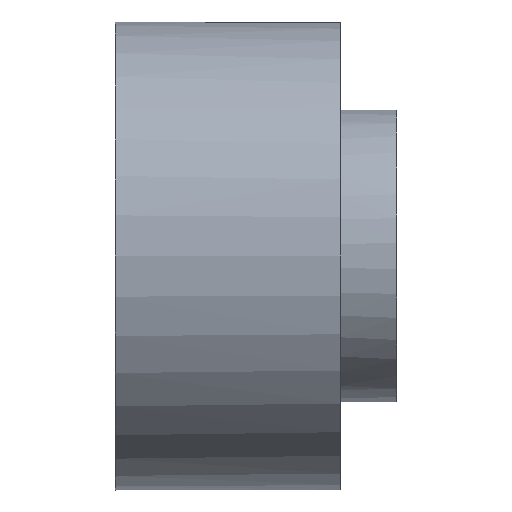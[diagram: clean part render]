
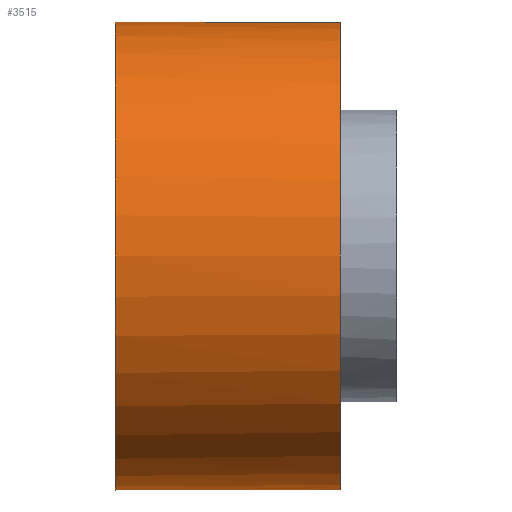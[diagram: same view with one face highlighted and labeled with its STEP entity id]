
A CAD part, left-side view. The second image highlights one B-rep face of the part: STEP entity #3515.
In plain terms, the highlighted cylindrical face has radius 10.4 mm (diameter 20.8 mm), a full revolution.
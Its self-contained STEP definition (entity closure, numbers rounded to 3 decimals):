
#239=FACE_OUTER_BOUND('',#426,.T.);
#426=EDGE_LOOP('',(#3100,#3101,#3102,#3103,#3104,#3105,#3106,#3107,#3108,
#3109,#3110,#3111));
#480=CIRCLE('',#3741,10.4);
#481=CIRCLE('',#3746,10.4);
#482=CIRCLE('',#3751,10.4);
#483=CIRCLE('',#3752,10.4);
#484=CIRCLE('',#3753,10.4);
#485=CIRCLE('',#3754,10.4);
#968=LINE('',#15032,#1144);
#973=LINE('',#15042,#1149);
#978=LINE('',#15055,#1154);
#983=LINE('',#15065,#1159);
#985=LINE('',#15072,#1161);
#1144=VECTOR('',#4340,10.);
#1149=VECTOR('',#4349,10.);
#1154=VECTOR('',#4360,10.);
#1159=VECTOR('',#4369,10.);
#1161=VECTOR('',#4377,10.4);
#1507=VERTEX_POINT('',#15022);
#1508=VERTEX_POINT('',#15023);
#1511=VERTEX_POINT('',#15031);
#1514=VERTEX_POINT('',#15041);
#1515=VERTEX_POINT('',#15045);
#1516=VERTEX_POINT('',#15046);
#1519=VERTEX_POINT('',#15054);
#1522=VERTEX_POINT('',#15064);
#1523=VERTEX_POINT('',#15069);
#1524=VERTEX_POINT('',#15071);
#2040=EDGE_CURVE('',#1507,#1508,#480,.T.);
#2044=EDGE_CURVE('',#1508,#1511,#968,.T.);
#2049=EDGE_CURVE('',#1514,#1507,#973,.T.);
#2051=EDGE_CURVE('',#1515,#1516,#481,.T.);
#2055=EDGE_CURVE('',#1516,#1519,#978,.T.);
#2060=EDGE_CURVE('',#1522,#1515,#983,.T.);
#2062=EDGE_CURVE('',#1522,#1511,#482,.T.);
#2063=EDGE_CURVE('',#1523,#1519,#483,.T.);
#2064=EDGE_CURVE('',#1523,#1524,#985,.T.);
#2065=EDGE_CURVE('',#1524,#1524,#484,.T.);
#2066=EDGE_CURVE('',#1514,#1523,#485,.T.);
#3100=ORIENTED_EDGE('',*,*,#2049,.T.);
#3101=ORIENTED_EDGE('',*,*,#2040,.T.);
#3102=ORIENTED_EDGE('',*,*,#2044,.T.);
#3103=ORIENTED_EDGE('',*,*,#2062,.F.);
#3104=ORIENTED_EDGE('',*,*,#2060,.T.);
#3105=ORIENTED_EDGE('',*,*,#2051,.T.);
#3106=ORIENTED_EDGE('',*,*,#2055,.T.);
#3107=ORIENTED_EDGE('',*,*,#2063,.F.);
#3108=ORIENTED_EDGE('',*,*,#2064,.T.);
#3109=ORIENTED_EDGE('',*,*,#2065,.T.);
#3110=ORIENTED_EDGE('',*,*,#2064,.F.);
#3111=ORIENTED_EDGE('',*,*,#2066,.F.);
#3334=CYLINDRICAL_SURFACE('',#3750,10.4);
#3515=ADVANCED_FACE('',(#239),#3334,.T.);
#3741=AXIS2_PLACEMENT_3D('',#15024,#4333,#4334);
#3746=AXIS2_PLACEMENT_3D('',#15047,#4353,#4354);
#3750=AXIS2_PLACEMENT_3D('',#15067,#4371,#4372);
#3751=AXIS2_PLACEMENT_3D('',#15068,#4373,#4374);
#3752=AXIS2_PLACEMENT_3D('',#15070,#4375,#4376);
#3753=AXIS2_PLACEMENT_3D('',#15073,#4378,#4379);
#3754=AXIS2_PLACEMENT_3D('',#15074,#4380,#4381);
#4333=DIRECTION('center_axis',(0.,1.,0.));
#4334=DIRECTION('ref_axis',(1.,0.,0.));
#4340=DIRECTION('',(0.,-1.,0.));
#4349=DIRECTION('',(0.,1.,0.));
#4353=DIRECTION('center_axis',(0.,1.,0.));
#4354=DIRECTION('ref_axis',(1.,0.,0.));
#4360=DIRECTION('',(0.,-1.,0.));
#4369=DIRECTION('',(0.,1.,0.));
#4371=DIRECTION('center_axis',(0.,-1.,0.));
#4372=DIRECTION('ref_axis',(1.,0.,0.));
#4373=DIRECTION('center_axis',(0.,-1.,0.));
#4374=DIRECTION('ref_axis',(1.,0.,0.));
#4375=DIRECTION('center_axis',(0.,-1.,0.));
#4376=DIRECTION('ref_axis',(1.,0.,0.));
#4377=DIRECTION('',(0.,1.,0.));
#4378=DIRECTION('center_axis',(0.,-1.,0.));
#4379=DIRECTION('ref_axis',(1.,0.,0.));
#4380=DIRECTION('center_axis',(0.,-1.,0.));
#4381=DIRECTION('ref_axis',(1.,0.,0.));
#15022=CARTESIAN_POINT('',(-0.75,24.,10.373));
#15023=CARTESIAN_POINT('',(0.75,24.,10.373));
#15024=CARTESIAN_POINT('Origin',(0.,24.,0.));
#15031=CARTESIAN_POINT('',(0.75,18.,10.373));
#15032=CARTESIAN_POINT('',(0.75,28.,10.373));
#15041=CARTESIAN_POINT('',(-0.75,18.,10.373));
#15042=CARTESIAN_POINT('',(-0.75,28.,10.373));
#15045=CARTESIAN_POINT('',(10.373,24.,0.75));
#15046=CARTESIAN_POINT('',(10.373,24.,-0.75));
#15047=CARTESIAN_POINT('Origin',(0.,24.,0.));
#15054=CARTESIAN_POINT('',(10.373,18.,-0.75));
#15055=CARTESIAN_POINT('',(10.373,28.,-0.75));
#15064=CARTESIAN_POINT('',(10.373,18.,0.75));
#15065=CARTESIAN_POINT('',(10.373,28.,0.75));
#15067=CARTESIAN_POINT('Origin',(0.,28.,0.));
#15068=CARTESIAN_POINT('Origin',(0.,18.,0.));
#15069=CARTESIAN_POINT('',(-10.4,18.,0.));
#15070=CARTESIAN_POINT('Origin',(0.,18.,0.));
#15071=CARTESIAN_POINT('',(-10.4,28.,0.));
#15072=CARTESIAN_POINT('',(-10.4,28.,0.));
#15073=CARTESIAN_POINT('Origin',(0.,28.,0.));
#15074=CARTESIAN_POINT('Origin',(0.,18.,0.));
